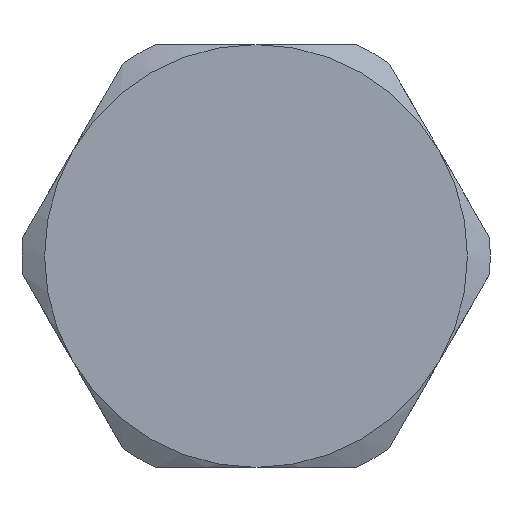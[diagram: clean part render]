
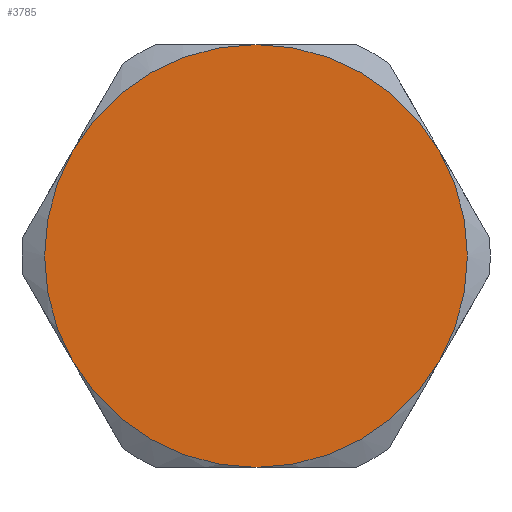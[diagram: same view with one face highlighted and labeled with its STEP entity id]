
A CAD part, left-side view. The second image highlights one B-rep face of the part: STEP entity #3785.
In plain terms, the highlighted planar face has unit normal (-1, 0, 0).
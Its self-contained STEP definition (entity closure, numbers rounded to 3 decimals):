
#62 = CIRCLE ( 'NONE', #6442, 11.11 ) ;
#89 = ORIENTED_EDGE ( 'NONE', *, *, #4520, .T. ) ;
#110 = ORIENTED_EDGE ( 'NONE', *, *, #5644, .T. ) ;
#183 = VERTEX_POINT ( 'NONE', #2169 ) ;
#250 = CARTESIAN_POINT ( 'NONE',  ( -23.172, 1.4, 0. ) ) ;
#274 = CIRCLE ( 'NONE', #3677, 11.11 ) ;
#429 = EDGE_CURVE ( 'NONE', #5437, #2283, #274, .T. ) ;
#443 = CARTESIAN_POINT ( 'NONE',  ( -23.172, 1.4, 0. ) ) ;
#676 = CARTESIAN_POINT ( 'NONE',  ( -23.172, 1.4, 0. ) ) ;
#722 = VERTEX_POINT ( 'NONE', #3527 ) ;
#1101 = ORIENTED_EDGE ( 'NONE', *, *, #429, .T. ) ;
#1337 = EDGE_LOOP ( 'NONE', ( #3654, #89, #1101, #4336, #1735, #110 ) ) ;
#1402 = DIRECTION ( 'NONE',  ( 0., 0., 1. ) ) ;
#1428 = AXIS2_PLACEMENT_3D ( 'NONE', #2394, #3424, #2904 ) ;
#1443 = DIRECTION ( 'NONE',  ( -1., 0., 0. ) ) ;
#1519 = DIRECTION ( 'NONE',  ( -1., 0., 0. ) ) ;
#1567 = CARTESIAN_POINT ( 'NONE',  ( -23.172, 11.022, -5.555 ) ) ;
#1659 = FACE_OUTER_BOUND ( 'NONE', #1337, .T. ) ;
#1676 = CARTESIAN_POINT ( 'NONE',  ( -23.172, 11.022, 5.555 ) ) ;
#1735 = ORIENTED_EDGE ( 'NONE', *, *, #3388, .T. ) ;
#1753 = DIRECTION ( 'NONE',  ( -1., 0., 0. ) ) ;
#1916 = CIRCLE ( 'NONE', #3335, 11.11 ) ;
#2137 = DIRECTION ( 'NONE',  ( 0., 0., 1. ) ) ;
#2169 = CARTESIAN_POINT ( 'NONE',  ( -23.172, 1.4, -11.11 ) ) ;
#2283 = VERTEX_POINT ( 'NONE', #2783 ) ;
#2394 = CARTESIAN_POINT ( 'NONE',  ( -23.172, 14.229, 0. ) ) ;
#2543 = AXIS2_PLACEMENT_3D ( 'NONE', #4992, #5560, #5055 ) ;
#2783 = CARTESIAN_POINT ( 'NONE',  ( -23.172, -8.221, 5.555 ) ) ;
#2896 = DIRECTION ( 'NONE',  ( 0., 0., 1. ) ) ;
#2904 = DIRECTION ( 'NONE',  ( 0., 0., -1. ) ) ;
#3169 = DIRECTION ( 'NONE',  ( -1., 0., 0. ) ) ;
#3189 = DIRECTION ( 'NONE',  ( 0., 0., 1. ) ) ;
#3335 = AXIS2_PLACEMENT_3D ( 'NONE', #443, #1519, #4978 ) ;
#3388 = EDGE_CURVE ( 'NONE', #722, #5903, #1916, .T. ) ;
#3424 = DIRECTION ( 'NONE',  ( 1., 0., 0. ) ) ;
#3442 = CARTESIAN_POINT ( 'NONE',  ( -23.172, 1.4, 0. ) ) ;
#3527 = CARTESIAN_POINT ( 'NONE',  ( -23.172, 1.4, 11.11 ) ) ;
#3532 = VERTEX_POINT ( 'NONE', #1567 ) ;
#3654 = ORIENTED_EDGE ( 'NONE', *, *, #5372, .T. ) ;
#3677 = AXIS2_PLACEMENT_3D ( 'NONE', #250, #1753, #3189 ) ;
#3785 = ADVANCED_FACE ( 'NONE', ( #1659 ), #5491, .F. ) ;
#3909 = AXIS2_PLACEMENT_3D ( 'NONE', #4905, #5941, #2896 ) ;
#4253 = CIRCLE ( 'NONE', #3909, 11.11 ) ;
#4336 = ORIENTED_EDGE ( 'NONE', *, *, #5762, .T. ) ;
#4480 = CIRCLE ( 'NONE', #2543, 11.11 ) ;
#4520 = EDGE_CURVE ( 'NONE', #183, #5437, #62, .T. ) ;
#4905 = CARTESIAN_POINT ( 'NONE',  ( -23.172, 1.4, 0. ) ) ;
#4978 = DIRECTION ( 'NONE',  ( 0., 0., 1. ) ) ;
#4992 = CARTESIAN_POINT ( 'NONE',  ( -23.172, 1.4, 0. ) ) ;
#5032 = CARTESIAN_POINT ( 'NONE',  ( -23.172, -8.221, -5.555 ) ) ;
#5055 = DIRECTION ( 'NONE',  ( 0., 0., 1. ) ) ;
#5372 = EDGE_CURVE ( 'NONE', #3532, #183, #4253, .T. ) ;
#5437 = VERTEX_POINT ( 'NONE', #5032 ) ;
#5491 = PLANE ( 'NONE',  #1428 ) ;
#5560 = DIRECTION ( 'NONE',  ( -1., 0., 0. ) ) ;
#5609 = AXIS2_PLACEMENT_3D ( 'NONE', #3442, #1443, #1402 ) ;
#5644 = EDGE_CURVE ( 'NONE', #5903, #3532, #6468, .T. ) ;
#5762 = EDGE_CURVE ( 'NONE', #2283, #722, #4480, .T. ) ;
#5903 = VERTEX_POINT ( 'NONE', #1676 ) ;
#5941 = DIRECTION ( 'NONE',  ( -1., 0., 0. ) ) ;
#6442 = AXIS2_PLACEMENT_3D ( 'NONE', #676, #3169, #2137 ) ;
#6468 = CIRCLE ( 'NONE', #5609, 11.11 ) ;
